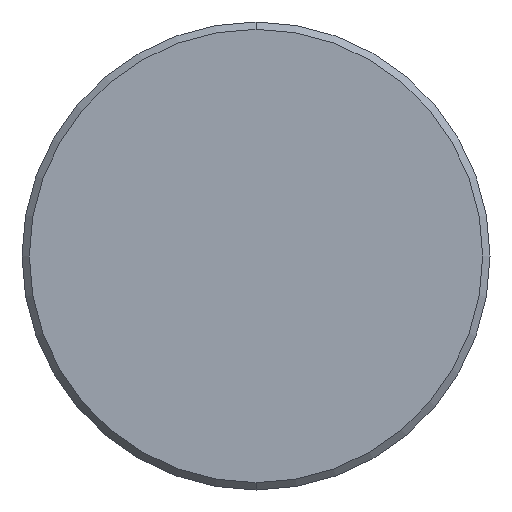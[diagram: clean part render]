
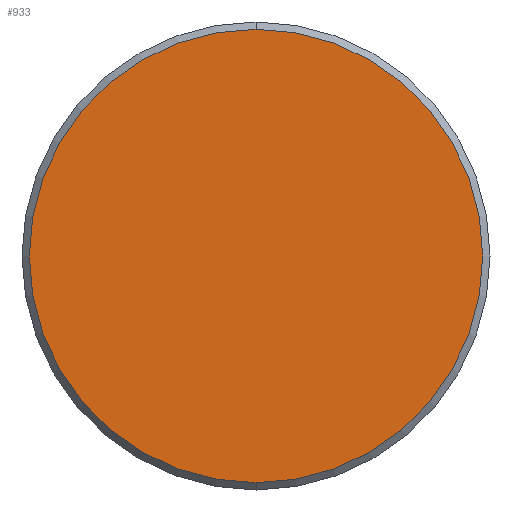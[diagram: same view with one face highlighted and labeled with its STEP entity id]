
A CAD part, front view. The second image highlights one B-rep face of the part: STEP entity #933.
In plain terms, the highlighted planar face has unit normal (0, -1, 0).
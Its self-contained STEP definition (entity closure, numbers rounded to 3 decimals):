
#21 = DIRECTION ( 'NONE',  ( 0., -1., 0. ) ) ;
#122 = EDGE_LOOP ( 'NONE', ( #2516, #3182 ) ) ;
#223 = DIRECTION ( 'NONE',  ( 0., 1., 0. ) ) ;
#473 = DIRECTION ( 'NONE',  ( 0., 0., -1. ) ) ;
#821 = DIRECTION ( 'NONE',  ( 0., 0., -1. ) ) ;
#933 = ADVANCED_FACE ( 'NONE', ( #1678 ), #2418, .F. ) ;
#1003 = EDGE_CURVE ( 'NONE', #2127, #2085, #2541, .T. ) ;
#1030 = CARTESIAN_POINT ( 'NONE',  ( 0., 0., 0. ) ) ;
#1041 = CARTESIAN_POINT ( 'NONE',  ( 15.5, 0., 0. ) ) ;
#1268 = DIRECTION ( 'NONE',  ( 1., 0., 0. ) ) ;
#1670 = CIRCLE ( 'NONE', #2936, 15.5 ) ;
#1678 = FACE_OUTER_BOUND ( 'NONE', #122, .T. ) ;
#2085 = VERTEX_POINT ( 'NONE', #2300 ) ;
#2087 = CARTESIAN_POINT ( 'NONE',  ( 0., 0., 0. ) ) ;
#2127 = VERTEX_POINT ( 'NONE', #3003 ) ;
#2300 = CARTESIAN_POINT ( 'NONE',  ( 0., 0., 15.5 ) ) ;
#2418 = PLANE ( 'NONE',  #3181 ) ;
#2516 = ORIENTED_EDGE ( 'NONE', *, *, #2731, .T. ) ;
#2541 = CIRCLE ( 'NONE', #3132, 15.5 ) ;
#2731 = EDGE_CURVE ( 'NONE', #2085, #2127, #1670, .T. ) ;
#2936 = AXIS2_PLACEMENT_3D ( 'NONE', #2087, #3110, #821 ) ;
#3003 = CARTESIAN_POINT ( 'NONE',  ( 0., 0., -15.5 ) ) ;
#3110 = DIRECTION ( 'NONE',  ( 0., -1., 0. ) ) ;
#3132 = AXIS2_PLACEMENT_3D ( 'NONE', #1030, #21, #473 ) ;
#3181 = AXIS2_PLACEMENT_3D ( 'NONE', #1041, #223, #1268 ) ;
#3182 = ORIENTED_EDGE ( 'NONE', *, *, #1003, .T. ) ;
